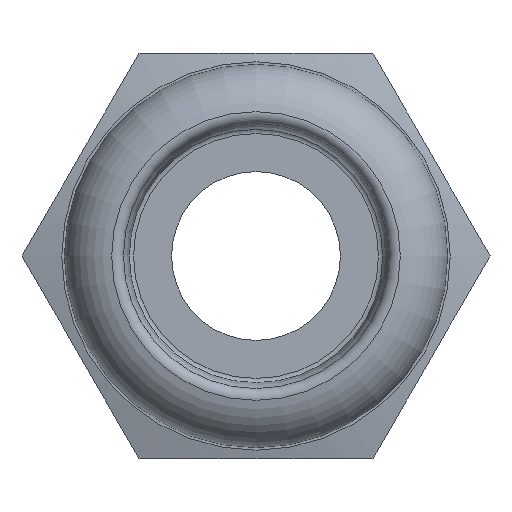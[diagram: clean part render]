
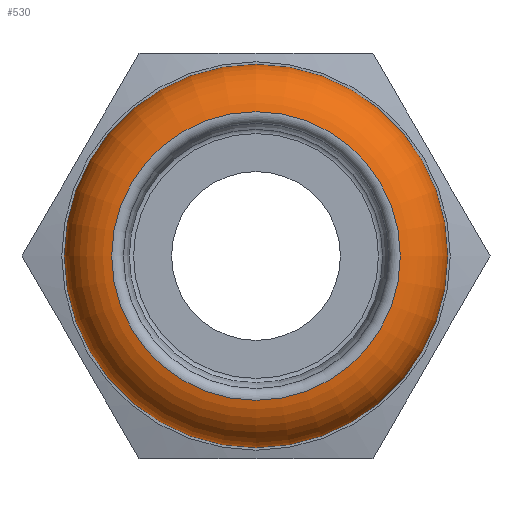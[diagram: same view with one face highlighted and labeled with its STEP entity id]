
A CAD part, front view. The second image highlights one B-rep face of the part: STEP entity #530.
In plain terms, the highlighted toroidal (fillet/blend) face has major radius 8.025 mm and minor radius 3.33 mm.
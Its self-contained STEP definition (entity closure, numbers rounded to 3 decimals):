
#98=FACE_OUTER_BOUND('',#126,.T.);
#126=EDGE_LOOP('',(#351,#352,#353,#354,#355));
#158=CIRCLE('',#579,9.15);
#159=CIRCLE('',#580,3.33);
#160=CIRCLE('',#581,8.543);
#161=CIRCLE('',#582,8.543);
#203=VERTEX_POINT('',#818);
#204=VERTEX_POINT('',#820);
#205=VERTEX_POINT('',#822);
#265=EDGE_CURVE('',#203,#203,#158,.T.);
#266=EDGE_CURVE('',#203,#204,#159,.T.);
#267=EDGE_CURVE('',#204,#205,#160,.T.);
#268=EDGE_CURVE('',#205,#204,#161,.T.);
#351=ORIENTED_EDGE('',*,*,#265,.F.);
#352=ORIENTED_EDGE('',*,*,#266,.T.);
#353=ORIENTED_EDGE('',*,*,#267,.T.);
#354=ORIENTED_EDGE('',*,*,#268,.T.);
#355=ORIENTED_EDGE('',*,*,#266,.F.);
#523=TOROIDAL_SURFACE('',#578,8.025,3.33);
#530=ADVANCED_FACE('',(#98),#523,.T.);
#578=AXIS2_PLACEMENT_3D('',#817,#653,#654);
#579=AXIS2_PLACEMENT_3D('',#819,#655,#656);
#580=AXIS2_PLACEMENT_3D('',#821,#657,#658);
#581=AXIS2_PLACEMENT_3D('',#823,#659,#660);
#582=AXIS2_PLACEMENT_3D('',#824,#661,#662);
#653=DIRECTION('center_axis',(0.,1.,0.));
#654=DIRECTION('ref_axis',(0.,0.,1.));
#655=DIRECTION('center_axis',(0.,1.,0.));
#656=DIRECTION('ref_axis',(0.,0.,1.));
#657=DIRECTION('center_axis',(-1.,0.,0.));
#658=DIRECTION('ref_axis',(0.,0.,-1.));
#659=DIRECTION('center_axis',(0.,1.,0.));
#660=DIRECTION('ref_axis',(0.,0.,1.));
#661=DIRECTION('center_axis',(0.,1.,0.));
#662=DIRECTION('ref_axis',(0.,0.,1.));
#817=CARTESIAN_POINT('Origin',(0.,-15.703,0.));
#818=CARTESIAN_POINT('',(0.,-12.569,-9.15));
#819=CARTESIAN_POINT('Origin',(0.,-12.569,0.));
#820=CARTESIAN_POINT('',(0.,-18.993,-8.543));
#821=CARTESIAN_POINT('Origin',(0.,-15.703,
-8.025));
#822=CARTESIAN_POINT('',(0.,-18.993,8.543));
#823=CARTESIAN_POINT('Origin',(0.,-18.993,0.));
#824=CARTESIAN_POINT('Origin',(0.,-18.993,0.));
